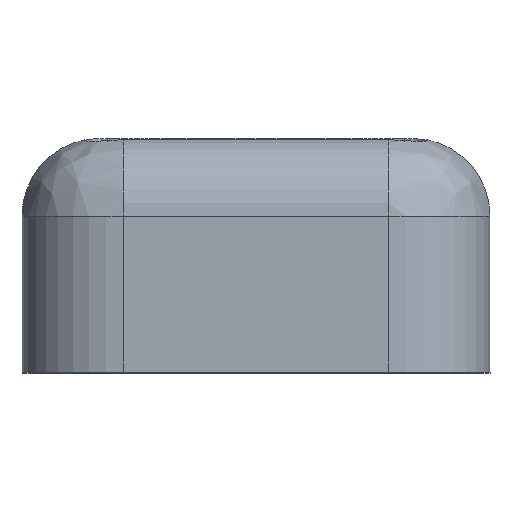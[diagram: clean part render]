
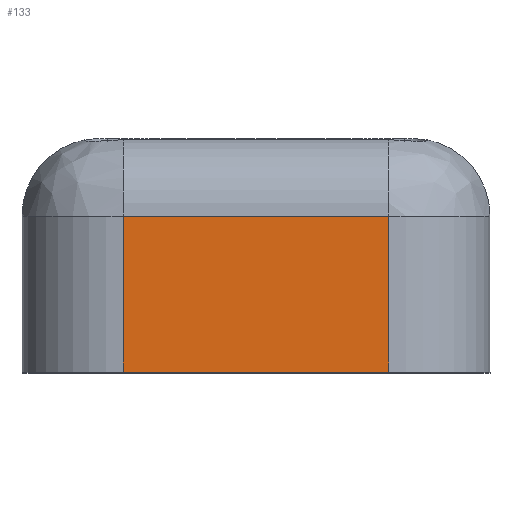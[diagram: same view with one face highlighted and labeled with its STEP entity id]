
A CAD part, top view. The second image highlights one B-rep face of the part: STEP entity #133.
In plain terms, the highlighted planar face has unit normal (0, 0, 1).
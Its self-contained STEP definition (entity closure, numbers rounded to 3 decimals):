
#133 = ADVANCED_FACE( 'NONE', ( #297 ), #298, .T. );
#297 = FACE_OUTER_BOUND( '', #582, .T. );
#298 = PLANE( '', #583 );
#582 = EDGE_LOOP( '', ( #1014, #1015, #1016, #1017 ) );
#583 = AXIS2_PLACEMENT_3D( '', #1018, #1019, #1020 );
#1014 = ORIENTED_EDGE( '', *, *, #1476, .T. );
#1015 = ORIENTED_EDGE( '', *, *, #1477, .F. );
#1016 = ORIENTED_EDGE( '', *, *, #1478, .F. );
#1017 = ORIENTED_EDGE( '', *, *, #1479, .T. );
#1018 = CARTESIAN_POINT( '', ( -1.7, 0., 5.1 ) );
#1019 = DIRECTION( '', ( 0., 0., 1. ) );
#1020 = DIRECTION( '', ( 1., 0., 0. ) );
#1476 = EDGE_CURVE( 'NONE', #1790, #1791, #1792, .T. );
#1477 = EDGE_CURVE( 'NONE', #1606, #1791, #1793, .T. );
#1478 = EDGE_CURVE( 'NONE', #1682, #1606, #1794, .T. );
#1479 = EDGE_CURVE( 'NONE', #1682, #1790, #1795, .T. );
#1606 = VERTEX_POINT( 'NONE', #1975 );
#1682 = VERTEX_POINT( 'NONE', #2090 );
#1790 = VERTEX_POINT( 'NONE', #2260 );
#1791 = VERTEX_POINT( 'NONE', #2261 );
#1792 = LINE( '', #2262, #2263 );
#1793 = LINE( '', #2264, #2265 );
#1794 = LINE( '', #2266, #2267 );
#1795 = LINE( '', #2268, #2269 );
#1975 = CARTESIAN_POINT( '', ( 1.7, -1., 5.1 ) );
#2090 = CARTESIAN_POINT( '', ( -1.7, -1., 5.1 ) );
#2260 = CARTESIAN_POINT( '', ( -1.7, -3., 5.1 ) );
#2261 = CARTESIAN_POINT( '', ( 1.7, -3., 5.1 ) );
#2262 = CARTESIAN_POINT( '', ( -1.7, -3., 5.1 ) );
#2263 = VECTOR( '', #2618, 1000. );
#2264 = CARTESIAN_POINT( '', ( 1.7, 0., 5.1 ) );
#2265 = VECTOR( '', #2619, 1000. );
#2266 = CARTESIAN_POINT( '', ( -1.7, -1., 5.1 ) );
#2267 = VECTOR( '', #2620, 1000. );
#2268 = CARTESIAN_POINT( '', ( -1.7, 0., 5.1 ) );
#2269 = VECTOR( '', #2621, 1000. );
#2618 = DIRECTION( '', ( 1., 0., 0. ) );
#2619 = DIRECTION( '', ( 0., -1., 0. ) );
#2620 = DIRECTION( '', ( 1., 0., 0. ) );
#2621 = DIRECTION( '', ( 0., -1., 0. ) );
